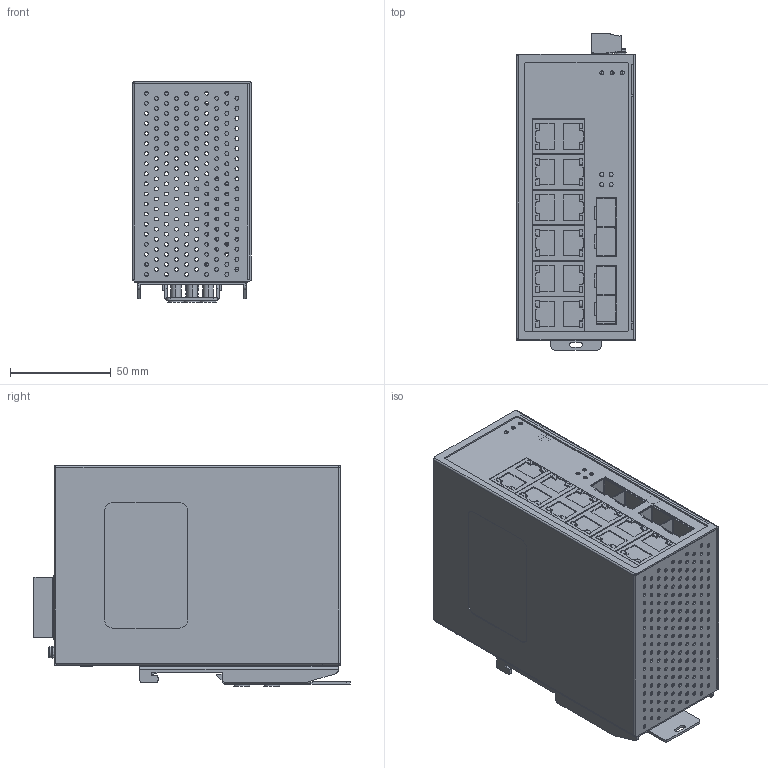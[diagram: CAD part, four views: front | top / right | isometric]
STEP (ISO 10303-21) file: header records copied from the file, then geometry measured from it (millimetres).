
FILE_DESCRIPTION (( 'STEP AP214' ), '1' );
FILE_NAME ('LEONTON_EG2-0800_3D sr1 solid but 16 bad faces1 extTB1ac coord pre CASE MOD for EG2-1604-SFP 59MM CASE ONLY AA mm COMBaCB Modn1B coord fxt fx.STEP', '2023-08-09T14:48:42', ( '' ), ( '' ), 'SwSTEP 2.0', 'SolidWorks 2021', '' );
FILE_SCHEMA (( 'AUTOMOTIVE_DESIGN' ));
Length unit declared in the file: inch
Products named in the file (1): LEONTON_EG2-0800_3D sr1 solid but 16 bad faces1 extTB1ac coord pre CASE MOD for EG2-1604-SFP 59MM CASE ONLY AA mm COMBaCB Modn1B coord fxt fx
Bounding box: 59 x 157.04 x 109.5 mm (x, y, z)
Volume: 163747.9 mm3; surface area: 171742.3 mm2
Topology: 41 solids, 64 shells, 3056 faces, 8169 edges, 5293 vertices
Faces by surface type: plane 1495, cylinder 1317, bspline 128, cone 107, torus 9
Entity records: 104595 total; most frequent: CARTESIAN_POINT 25280, DIRECTION 16483, ORIENTED_EDGE 16182, EDGE_CURVE 8091, AXIS2_PLACEMENT_3D 5778, VERTEX_POINT 5293, LINE 4927, VECTOR 4927
